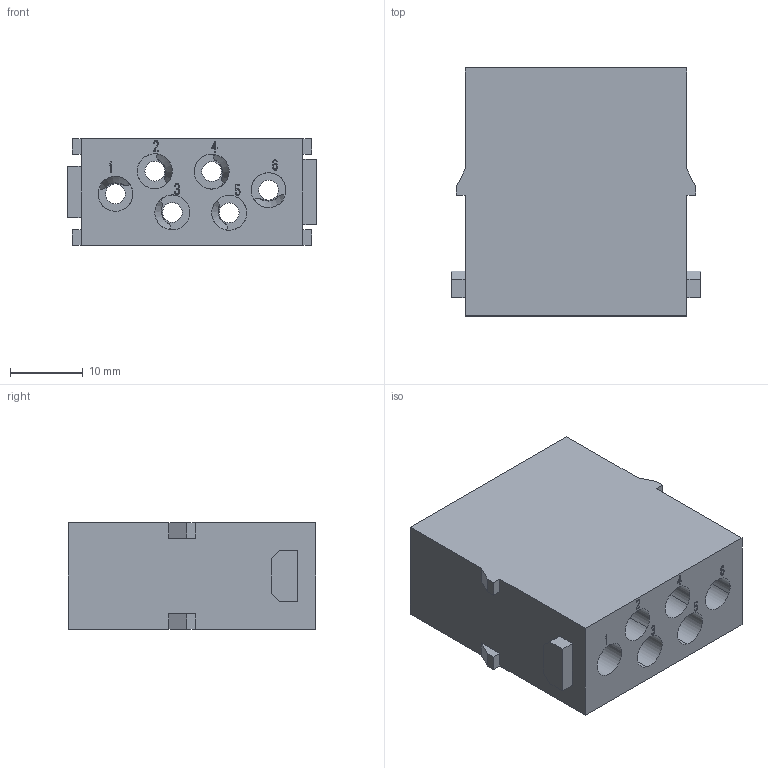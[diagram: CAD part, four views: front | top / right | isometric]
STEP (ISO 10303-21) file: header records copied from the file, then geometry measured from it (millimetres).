
FILE_DESCRIPTION((''),'2;1');
FILE_NAME('HM006_02','2017-05-19T',('tl.yang'),(''),'PRO/ENGINEER BY PARAMETRIC TECHNOLOGY CORPORATION, 2011500','PRO/ENGINEER BY PARAMETRIC TECHNOLOGY CORPORATION, 2011500','');
FILE_SCHEMA(('CONFIG_CONTROL_DESIGN'));
Length unit declared in the file: millimetre
Products named in the file (1): HM006_02
Bounding box: 34.2 x 34 x 14.6 mm (x, y, z)
Volume: 9186.7 mm3; surface area: 7370.6 mm2
Topology: 1 solids, 1 shells, 591 faces, 1690 edges, 1138 vertices
Faces by surface type: plane 519, cylinder 36, cone 24, torus 12
Entity records: 19251 total; most frequent: CARTESIAN_POINT 3615, ORIENTED_EDGE 3380, DIRECTION 2991, EDGE_CURVE 1690, VECTOR 1487, LINE 1487, VERTEX_POINT 1138, AXIS2_PLACEMENT_3D 752
